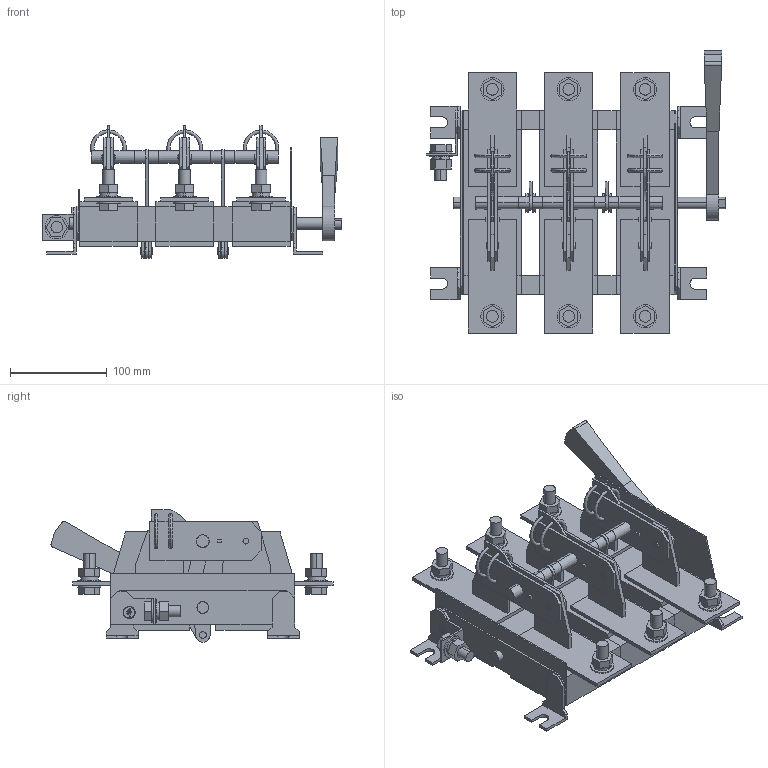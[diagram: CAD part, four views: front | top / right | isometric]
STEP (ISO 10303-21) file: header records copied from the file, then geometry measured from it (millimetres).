
FILE_DESCRIPTION (( 'STEP AP214' ), '1' );
FILE_NAME ('PE-31120-0630 Ðàçúåäèíèòåëü ÐÅ19-39-31120 630À IEK.STEP', '2018-05-24T11:59:31', ( '' ), ( '' ), 'SwSTEP 2.0', 'SolidWorks 2014', '' );
FILE_SCHEMA (( 'AUTOMOTIVE_DESIGN' ));
Length unit declared in the file: millimetre
Products named in the file (1): PE-31120-0630 Ðàçúåäèíèòåëü ÐÅ19-39-31120  630À IEK
Bounding box: 310 x 291.91 x 137.2 mm (x, y, z)
Volume: 1995126.5 mm3; surface area: 425036.1 mm2
Topology: 20 solids, 20 shells, 949 faces, 2395 edges, 1572 vertices
Faces by surface type: plane 646, cylinder 279, torus 12, cone 12
Entity records: 29368 total; most frequent: CARTESIAN_POINT 5661, DIRECTION 4829, ORIENTED_EDGE 4790, EDGE_CURVE 2395, LINE 1741, VECTOR 1741, VERTEX_POINT 1572, AXIS2_PLACEMENT_3D 1544
